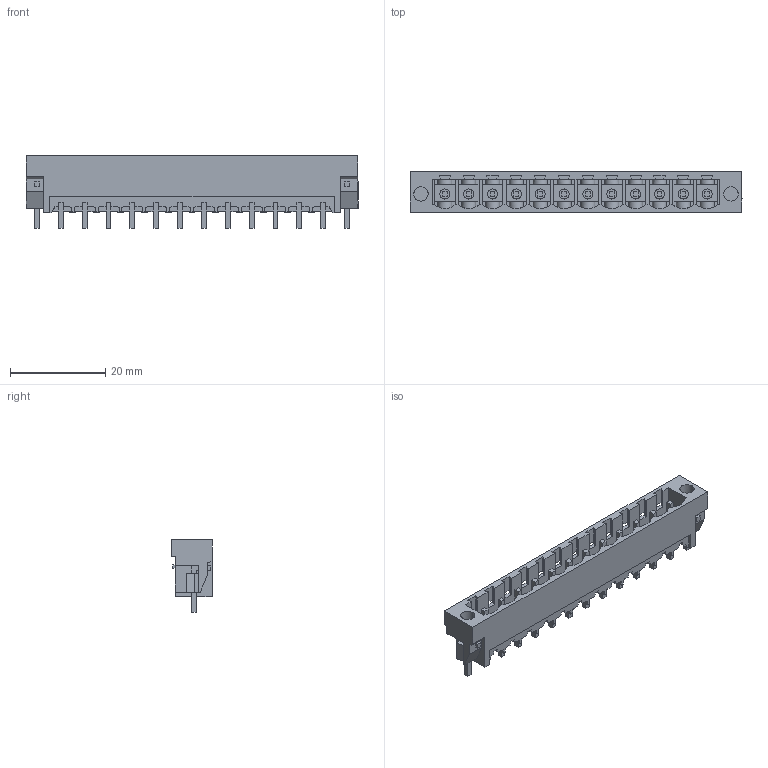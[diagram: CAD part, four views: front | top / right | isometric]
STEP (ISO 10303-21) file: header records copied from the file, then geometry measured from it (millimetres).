
FILE_DESCRIPTION(('CATIA V5 STEP Exchange','CAx-IF Rec.Pracs.--- Model Styling and Organization---1.2---2011-12-15'),'2;1');
FILE_NAME ('D1457166_0_1841490000_1841490000.stp','2018-04-12T04:39:27+00:00',('none'),('Weidmueller'),'CATIA Version 5-6 Release 2014','CATIA V5 STEP AP214','none');
FILE_SCHEMA(('AUTOMOTIVE_DESIGN { 1 0 10303 214 1 1 1 1 }'));
Length unit declared in the file: millimetre
Products named in the file (1): 1841490000
Bounding box: 69.6 x 8.43 x 15.2 mm (x, y, z)
Volume: 2678.7 mm3; surface area: 6083.8 mm2
Topology: 15 solids, 15 shells, 842 faces, 2505 edges, 1671 vertices
Faces by surface type: plane 712, cylinder 130
Entity records: 26598 total; most frequent: CARTESIAN_POINT 5421, ORIENTED_EDGE 5010, DIRECTION 3411, EDGE_CURVE 2505, VECTOR 2135, LINE 2135, VERTEX_POINT 1671, EDGE_LOOP 872
